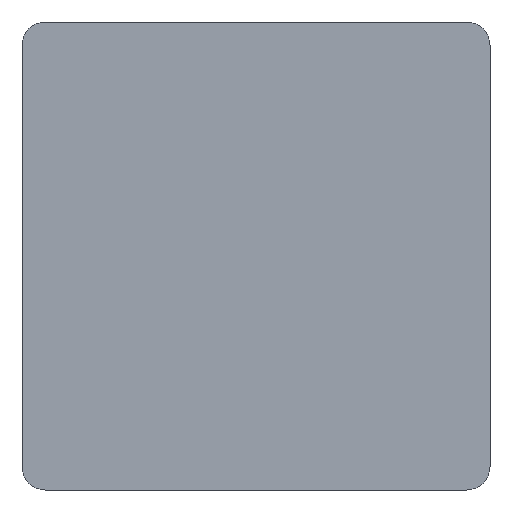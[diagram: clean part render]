
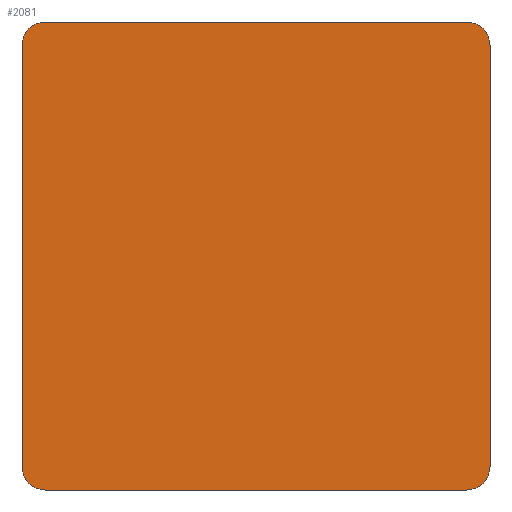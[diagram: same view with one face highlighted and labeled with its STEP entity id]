
A CAD part, front view. The second image highlights one B-rep face of the part: STEP entity #2081.
In plain terms, the highlighted planar face has unit normal (0, -1, 0).
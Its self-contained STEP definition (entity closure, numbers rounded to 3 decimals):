
#27 = VECTOR ( 'NONE', #2710, 1000. ) ;
#56 = VERTEX_POINT ( 'NONE', #1071 ) ;
#95 = CARTESIAN_POINT ( 'NONE',  ( -30., 0., 27. ) ) ;
#140 = EDGE_CURVE ( 'NONE', #256, #1421, #648, .T. ) ;
#240 = ORIENTED_EDGE ( 'NONE', *, *, #808, .F. ) ;
#256 = VERTEX_POINT ( 'NONE', #1527 ) ;
#266 = LINE ( 'NONE', #2272, #2448 ) ;
#322 = DIRECTION ( 'NONE',  ( 0., 1., 0. ) ) ;
#438 = DIRECTION ( 'NONE',  ( 0., 0., 1. ) ) ;
#442 = DIRECTION ( 'NONE',  ( 0., 0., -1. ) ) ;
#487 = CARTESIAN_POINT ( 'NONE',  ( -30., 0., 27. ) ) ;
#514 = DIRECTION ( 'NONE',  ( -1., 0., 0. ) ) ;
#549 = CARTESIAN_POINT ( 'NONE',  ( -27., 0., -30. ) ) ;
#558 = VERTEX_POINT ( 'NONE', #549 ) ;
#573 = ORIENTED_EDGE ( 'NONE', *, *, #1354, .F. ) ;
#586 = CARTESIAN_POINT ( 'NONE',  ( 27., 0., -27. ) ) ;
#595 = VERTEX_POINT ( 'NONE', #1029 ) ;
#648 = CIRCLE ( 'NONE', #853, 3. ) ;
#650 = CARTESIAN_POINT ( 'NONE',  ( 30., 0., 27. ) ) ;
#675 = AXIS2_PLACEMENT_3D ( 'NONE', #586, #1237, #2749 ) ;
#808 = EDGE_CURVE ( 'NONE', #558, #2630, #2411, .T. ) ;
#836 = ORIENTED_EDGE ( 'NONE', *, *, #1784, .F. ) ;
#853 = AXIS2_PLACEMENT_3D ( 'NONE', #1536, #1340, #1759 ) ;
#854 = ORIENTED_EDGE ( 'NONE', *, *, #1122, .F. ) ;
#1029 = CARTESIAN_POINT ( 'NONE',  ( -27., 0., 30. ) ) ;
#1052 = FACE_OUTER_BOUND ( 'NONE', #1352, .T. ) ;
#1071 = CARTESIAN_POINT ( 'NONE',  ( 27., 0., -30. ) ) ;
#1074 = VERTEX_POINT ( 'NONE', #2360 ) ;
#1122 = EDGE_CURVE ( 'NONE', #2080, #595, #1316, .T. ) ;
#1227 = ORIENTED_EDGE ( 'NONE', *, *, #2294, .F. ) ;
#1237 = DIRECTION ( 'NONE',  ( 0., 1., 0. ) ) ;
#1316 = CIRCLE ( 'NONE', #2152, 3. ) ;
#1340 = DIRECTION ( 'NONE',  ( 0., 1., 0. ) ) ;
#1347 = EDGE_CURVE ( 'NONE', #56, #558, #266, .T. ) ;
#1352 = EDGE_LOOP ( 'NONE', ( #2243, #1227, #2593, #573, #854, #836, #240, #1604 ) ) ;
#1354 = EDGE_CURVE ( 'NONE', #595, #256, #1443, .T. ) ;
#1421 = VERTEX_POINT ( 'NONE', #1422 ) ;
#1422 = CARTESIAN_POINT ( 'NONE',  ( 30., 0., 27. ) ) ;
#1425 = EDGE_CURVE ( 'NONE', #1074, #56, #2751, .T. ) ;
#1443 = LINE ( 'NONE', #2040, #2687 ) ;
#1470 = LINE ( 'NONE', #650, #2573 ) ;
#1527 = CARTESIAN_POINT ( 'NONE',  ( 27., 0., 30. ) ) ;
#1536 = CARTESIAN_POINT ( 'NONE',  ( 27., 0., 27. ) ) ;
#1552 = DIRECTION ( 'NONE',  ( 0., 1., 0. ) ) ;
#1604 = ORIENTED_EDGE ( 'NONE', *, *, #1347, .F. ) ;
#1639 = CARTESIAN_POINT ( 'NONE',  ( 27., 0., -27. ) ) ;
#1648 = DIRECTION ( 'NONE',  ( 1., 0., 0. ) ) ;
#1759 = DIRECTION ( 'NONE',  ( 0., 0., 1. ) ) ;
#1784 = EDGE_CURVE ( 'NONE', #2630, #2080, #2212, .T. ) ;
#1845 = DIRECTION ( 'NONE',  ( 0., 0., 1. ) ) ;
#1947 = CARTESIAN_POINT ( 'NONE',  ( -27., 0., -27. ) ) ;
#1987 = CARTESIAN_POINT ( 'NONE',  ( -27., 0., 27. ) ) ;
#1997 = DIRECTION ( 'NONE',  ( 0., 1., 0. ) ) ;
#2040 = CARTESIAN_POINT ( 'NONE',  ( 27., 0., 30. ) ) ;
#2080 = VERTEX_POINT ( 'NONE', #95 ) ;
#2081 = ADVANCED_FACE ( 'NONE', ( #1052 ), #2503, .F. ) ;
#2152 = AXIS2_PLACEMENT_3D ( 'NONE', #1987, #1997, #2622 ) ;
#2212 = LINE ( 'NONE', #487, #27 ) ;
#2225 = AXIS2_PLACEMENT_3D ( 'NONE', #1947, #1552, #438 ) ;
#2243 = ORIENTED_EDGE ( 'NONE', *, *, #1425, .F. ) ;
#2272 = CARTESIAN_POINT ( 'NONE',  ( 27., 0., -30. ) ) ;
#2294 = EDGE_CURVE ( 'NONE', #1421, #1074, #1470, .T. ) ;
#2360 = CARTESIAN_POINT ( 'NONE',  ( 30., 0., -27. ) ) ;
#2411 = CIRCLE ( 'NONE', #2225, 3. ) ;
#2448 = VECTOR ( 'NONE', #514, 1000. ) ;
#2503 = PLANE ( 'NONE',  #675 ) ;
#2573 = VECTOR ( 'NONE', #442, 1000. ) ;
#2593 = ORIENTED_EDGE ( 'NONE', *, *, #140, .F. ) ;
#2622 = DIRECTION ( 'NONE',  ( 0., 0., -1. ) ) ;
#2630 = VERTEX_POINT ( 'NONE', #2703 ) ;
#2687 = VECTOR ( 'NONE', #1648, 1000. ) ;
#2703 = CARTESIAN_POINT ( 'NONE',  ( -30., 0., -27. ) ) ;
#2710 = DIRECTION ( 'NONE',  ( 0., 0., 1. ) ) ;
#2749 = DIRECTION ( 'NONE',  ( 0., 0., 1. ) ) ;
#2751 = CIRCLE ( 'NONE', #2770, 3. ) ;
#2770 = AXIS2_PLACEMENT_3D ( 'NONE', #1639, #322, #1845 ) ;
